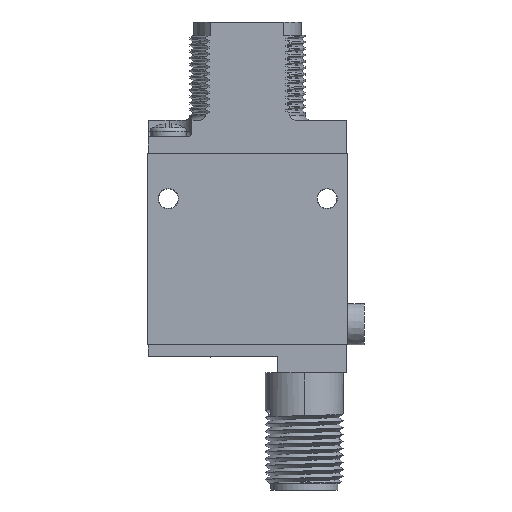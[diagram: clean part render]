
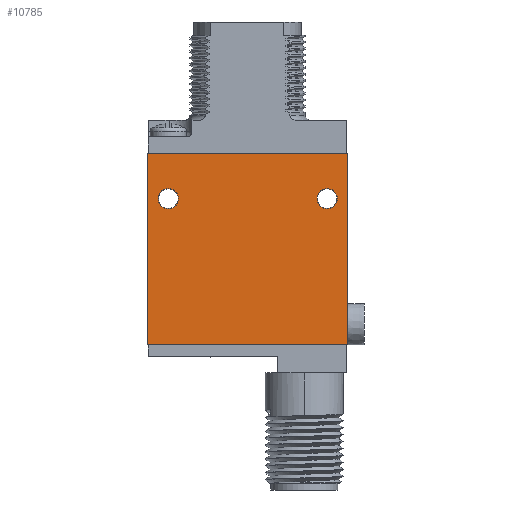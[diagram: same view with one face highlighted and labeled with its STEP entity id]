
A CAD part, left-side view. The second image highlights one B-rep face of the part: STEP entity #10785.
In plain terms, the highlighted planar face has unit normal (-1, 0, 0).
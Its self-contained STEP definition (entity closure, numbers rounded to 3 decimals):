
#1=DIRECTION('',(0.,-1.,0.));
#2=VECTOR('',#1,0.127);
#3=CARTESIAN_POINT('',(-6.02,0.127,0.));
#4=LINE('',#3,#2);
#5=DIRECTION('',(0.,0.,-1.));
#6=VECTOR('',#5,29.464);
#7=CARTESIAN_POINT('',(-6.02,0.,0.));
#8=LINE('',#7,#6);
#9=DIRECTION('',(0.,1.,0.));
#10=VECTOR('',#9,30.785);
#11=CARTESIAN_POINT('',(-6.02,0.,-29.464));
#12=LINE('',#11,#10);
#13=DIRECTION('',(0.,0.,1.));
#14=VECTOR('',#13,29.464);
#15=CARTESIAN_POINT('',(-6.02,30.785,-29.464));
#16=LINE('',#15,#14);
#17=DIRECTION('',(0.,-1.,0.));
#18=VECTOR('',#17,0.076);
#19=CARTESIAN_POINT('',(-6.02,30.785,0.));
#20=LINE('',#19,#18);
#21=DIRECTION('',(0.,1.,0.));
#22=VECTOR('',#21,30.582);
#23=CARTESIAN_POINT('',(-6.02,0.127,0.));
#24=LINE('',#23,#22);
#25=CARTESIAN_POINT('',(-6.02,27.61,-6.985));
#26=DIRECTION('',(1.,0.,0.));
#27=DIRECTION('',(0.,0.,-1.));
#28=AXIS2_PLACEMENT_3D('',#25,#26,#27);
#30=CARTESIAN_POINT('',(-6.02,27.61,-6.985));
#31=DIRECTION('',(1.,0.,0.));
#32=DIRECTION('',(0.,0.,1.));
#33=AXIS2_PLACEMENT_3D('',#30,#31,#32);
#35=CARTESIAN_POINT('',(-6.02,3.175,-6.985));
#36=DIRECTION('',(1.,0.,0.));
#37=DIRECTION('',(0.,0.,-1.));
#38=AXIS2_PLACEMENT_3D('',#35,#36,#37);
#40=CARTESIAN_POINT('',(-6.02,3.175,-6.985));
#41=DIRECTION('',(1.,0.,0.));
#42=DIRECTION('',(0.,0.,1.));
#43=AXIS2_PLACEMENT_3D('',#40,#41,#42);
#9895=CARTESIAN_POINT('',(-6.02,0.,0.));
#9896=CARTESIAN_POINT('',(-6.02,0.,-29.464));
#9897=VERTEX_POINT('',#9895);
#9898=VERTEX_POINT('',#9896);
#9899=CARTESIAN_POINT('',(-6.02,30.785,-29.464));
#9900=VERTEX_POINT('',#9899);
#9901=CARTESIAN_POINT('',(-6.02,30.785,0.));
#9902=VERTEX_POINT('',#9901);
#9911=CARTESIAN_POINT('',(-6.02,27.61,-8.535));
#9912=CARTESIAN_POINT('',(-6.02,27.61,-5.435));
#9913=VERTEX_POINT('',#9911);
#9914=VERTEX_POINT('',#9912);
#9915=CARTESIAN_POINT('',(-6.02,3.175,-8.535));
#9916=CARTESIAN_POINT('',(-6.02,3.175,-5.435));
#9917=VERTEX_POINT('',#9915);
#9918=VERTEX_POINT('',#9916);
#10372=CARTESIAN_POINT('',(-6.02,0.127,0.));
#10373=CARTESIAN_POINT('',(-6.02,30.709,0.));
#10374=VERTEX_POINT('',#10372);
#10375=VERTEX_POINT('',#10373);
#10754=CARTESIAN_POINT('',(-6.02,0.,0.));
#10755=DIRECTION('',(1.,0.,0.));
#10756=DIRECTION('',(0.,0.,-1.));
#10757=AXIS2_PLACEMENT_3D('',#10754,#10755,#10756);
#10758=PLANE('',#10757);
#10760=ORIENTED_EDGE('',*,*,#10759,.T.);
#10762=ORIENTED_EDGE('',*,*,#10761,.T.);
#10764=ORIENTED_EDGE('',*,*,#10763,.T.);
#10766=ORIENTED_EDGE('',*,*,#10765,.T.);
#10768=ORIENTED_EDGE('',*,*,#10767,.T.);
#10770=ORIENTED_EDGE('',*,*,#10769,.F.);
#10771=EDGE_LOOP('',(#10760,#10762,#10764,#10766,#10768,#10770));
#10772=FACE_OUTER_BOUND('',#10771,.F.);
#10774=ORIENTED_EDGE('',*,*,#10773,.F.);
#10776=ORIENTED_EDGE('',*,*,#10775,.F.);
#10777=EDGE_LOOP('',(#10774,#10776));
#10778=FACE_BOUND('',#10777,.F.);
#10780=ORIENTED_EDGE('',*,*,#10779,.F.);
#10782=ORIENTED_EDGE('',*,*,#10781,.F.);
#10783=EDGE_LOOP('',(#10780,#10782));
#10784=FACE_BOUND('',#10783,.F.);
#10785=ADVANCED_FACE('',(#10772,#10778,#10784),#10758,.F.);
#29=CIRCLE('',#28,1.55);
#34=CIRCLE('',#33,1.55);
#39=CIRCLE('',#38,1.55);
#44=CIRCLE('',#43,1.55);
#10759=EDGE_CURVE('',#10374,#9897,#4,.T.);
#10761=EDGE_CURVE('',#9897,#9898,#8,.T.);
#10763=EDGE_CURVE('',#9898,#9900,#12,.T.);
#10765=EDGE_CURVE('',#9900,#9902,#16,.T.);
#10767=EDGE_CURVE('',#9902,#10375,#20,.T.);
#10769=EDGE_CURVE('',#10374,#10375,#24,.T.);
#10773=EDGE_CURVE('',#9913,#9914,#29,.T.);
#10775=EDGE_CURVE('',#9914,#9913,#34,.T.);
#10779=EDGE_CURVE('',#9917,#9918,#39,.T.);
#10781=EDGE_CURVE('',#9918,#9917,#44,.T.);
